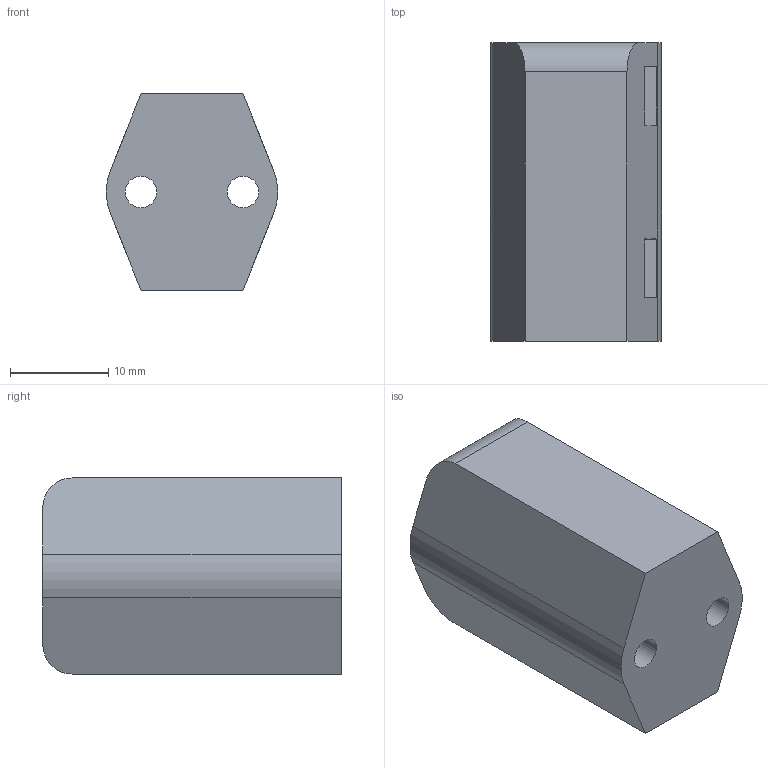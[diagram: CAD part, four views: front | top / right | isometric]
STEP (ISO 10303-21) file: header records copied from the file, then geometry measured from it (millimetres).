
FILE_DESCRIPTION(('STEP AP242'), '1');
FILE_NAME('Äåðæàòåëü ÒÒ-ìîòîðîâ', '', ('UNSPECIFIED'), ('UNSPECIFIED'), 'C3D Converter', 'C3D Toolkit', '');
FILE_SCHEMA(('AP242_MANAGED_MODEL_BASED_3D_ENGINEERING_MIM_LF { 1 0 10303 442 1 1 4 }'));
Length unit declared in the file: millimetre
Bounding box: 17.44 x 30.44 x 20 mm (x, y, z)
Volume: 7407.3 mm3; surface area: 3828.5 mm2
Topology: 1 solids, 1 shells, 34 faces, 84 edges, 56 vertices
Faces by surface type: plane 28, cylinder 6
Full cylindrical faces by diameter (mm): 3.2 x2
Entity records: 1034 total; most frequent: CARTESIAN_POINT 185, ORIENTED_EDGE 164, DIRECTION 156, EDGE_CURVE 82, LINE 70, VECTOR 70, VERTEX_POINT 56, EDGE_LOOP 44
